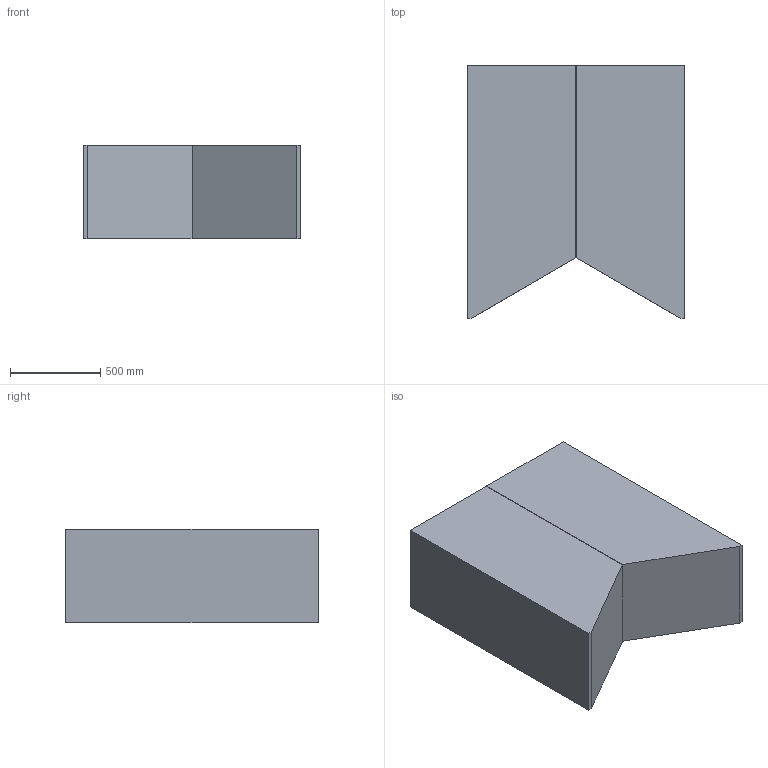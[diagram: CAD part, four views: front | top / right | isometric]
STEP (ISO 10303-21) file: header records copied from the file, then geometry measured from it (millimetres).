
FILE_DESCRIPTION (( 'STEP AP203' ), '1' );
FILE_NAME ('B2-CABINET-140.STEP', '2024-03-25T10:14:30', ( '' ), ( '' ), 'SwSTEP 2.0', 'SolidWorks 2022', '' );
FILE_SCHEMA (( 'CONFIG_CONTROL_DESIGN' ));
Length unit declared in the file: millimetre
Products named in the file (1): B2-CABINET-140
Bounding box: 1200 x 1400 x 520 mm (x, y, z)
Volume: 772252454.8 mm3; surface area: 5771946.3 mm2
Topology: 1 solids, 1 shells, 13 faces, 33 edges, 22 vertices
Faces by surface type: plane 13
Entity records: 464 total; most frequent: CARTESIAN_POINT 69, ORIENTED_EDGE 66, DIRECTION 61, VECTOR 33, EDGE_CURVE 33, LINE 33, VERTEX_POINT 22, AXIS2_PLACEMENT_3D 14
